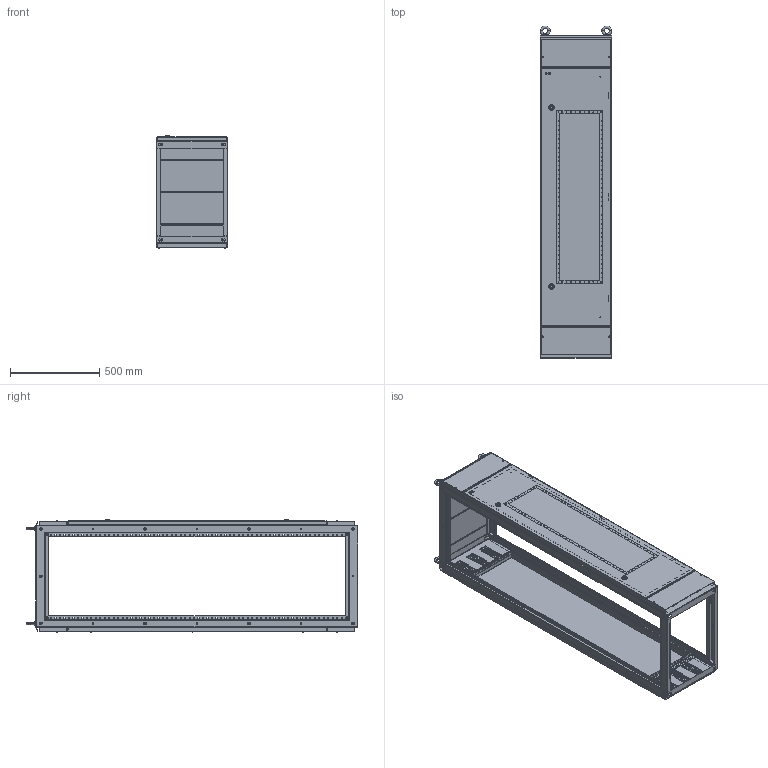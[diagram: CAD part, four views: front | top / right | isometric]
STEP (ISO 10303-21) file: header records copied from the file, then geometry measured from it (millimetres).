
FILE_DESCRIPTION (( 'STEP AP214' ), '1' );
FILE_NAME ('YKM50-1800-400-600-31-S Êîðïóñ ìåòàëëè÷åñêèé ÃÐÙ 1800õ400õ600 IP31 ÓÕË3 SMART.STEP', '2021-01-15T14:33:45', ( '' ), ( '' ), 'SwSTEP 2.0', 'SolidWorks 2017', '' );
FILE_SCHEMA (( 'AUTOMOTIVE_DESIGN' ));
Length unit declared in the file: millimetre
Products named in the file (3): Êàðêàñ ÃÐÙ 1800õ400õ600; Äâåðü äëÿ ÃÐÙ 1800õ400 IP31; YKM50-1800-400-600-31-S Êîðïóñ ìåòàëëè÷åñêèé ÃÐÙ 1800õ400õ600 IP31 ÓÕË3 SMART
Assembly tree (2 placements, depth 2):
  YKM50-1800-400-600-31-S Êîðïóñ ìåòàëëè÷åñêèé ÃÐÙ 1800õ400õ600 IP31 ÓÕË3 SMART
    Êàðêàñ ÃÐÙ 1800õ400õ600
    Äâåðü äëÿ ÃÐÙ 1800õ400 IP31
Bounding box: 400.4 x 1856 x 628 mm (x, y, z)
Volume: 6000283.7 mm3; surface area: 6948557.8 mm2
Topology: 64 solids, 70 shells, 4520 faces, 11753 edges, 7497 vertices
Faces by surface type: plane 2682, cylinder 1218, cone 344, torus 130, sphere 98, bspline 48
Entity records: 143288 total; most frequent: CARTESIAN_POINT 28485, ORIENTED_EDGE 23294, DIRECTION 22860, EDGE_CURVE 11647, VECTOR 7764, LINE 7764, AXIS2_PLACEMENT_3D 7548, VERTEX_POINT 7497
